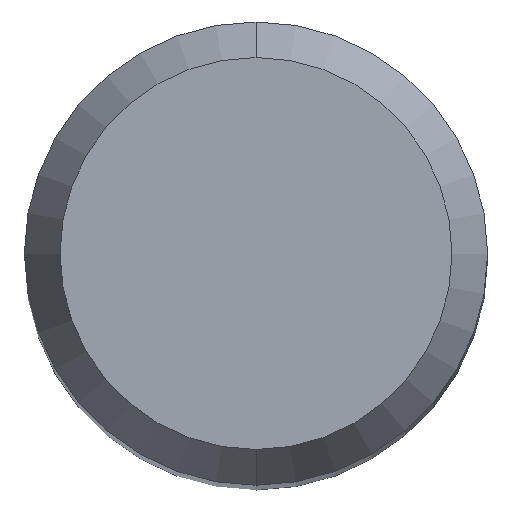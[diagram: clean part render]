
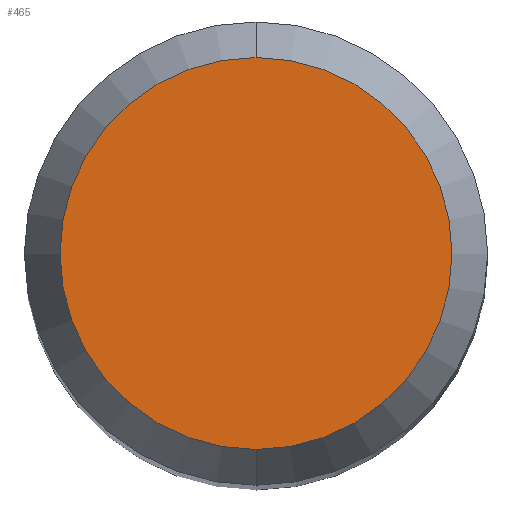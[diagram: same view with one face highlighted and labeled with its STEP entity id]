
A CAD part, top view. The second image highlights one B-rep face of the part: STEP entity #465.
In plain terms, the highlighted planar face has unit normal (0, 0, 1).
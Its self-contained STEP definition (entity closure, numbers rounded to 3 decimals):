
#297=EDGE_CURVE('',#335,#355,#669,.T.);
#335=VERTEX_POINT('',#713);
#355=VERTEX_POINT('',#736);
#429=EDGE_CURVE('',#355,#335,#816,.T.);
#465=ADVANCED_FACE('',(#857),#858,.T.);
#669=CIRCLE('',#1202,2.538);
#713=CARTESIAN_POINT('',(0.0,2.538,0.0));
#736=CARTESIAN_POINT('',(0.,-2.538,0.0));
#816=CIRCLE('',#1427,2.538);
#857=FACE_OUTER_BOUND('',#1491,.T.);
#858=PLANE('',#1492);
#1202=AXIS2_PLACEMENT_3D('',#1801,#1802,#1803);
#1427=AXIS2_PLACEMENT_3D('',#1964,#1965,#1966);
#1491=EDGE_LOOP('',(#2019,#2020));
#1492=AXIS2_PLACEMENT_3D('',#2021,#2022,#2023);
#1801=CARTESIAN_POINT('',(0.0,0.0,0.0));
#1802=DIRECTION('',(0.0,0.0,-1.0));
#1803=DIRECTION('',(0.0,1.0,0.0));
#1964=CARTESIAN_POINT('',(0.0,0.0,0.0));
#1965=DIRECTION('',(0.0,0.0,-1.0));
#1966=DIRECTION('',(0.0,1.0,0.0));
#2019=ORIENTED_EDGE('',*,*,#297,.F.);
#2020=ORIENTED_EDGE('',*,*,#429,.F.);
#2021=CARTESIAN_POINT('',(0.0,1.269,0.0));
#2022=DIRECTION('',(-0.0,0.0,1.0));
#2023=DIRECTION('',(0.0,-1.0,0.0));
